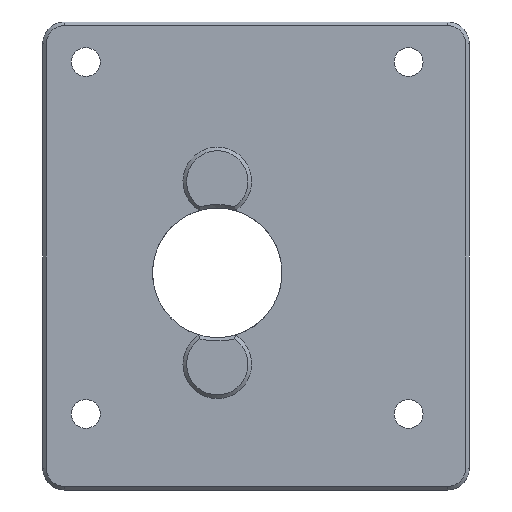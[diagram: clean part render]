
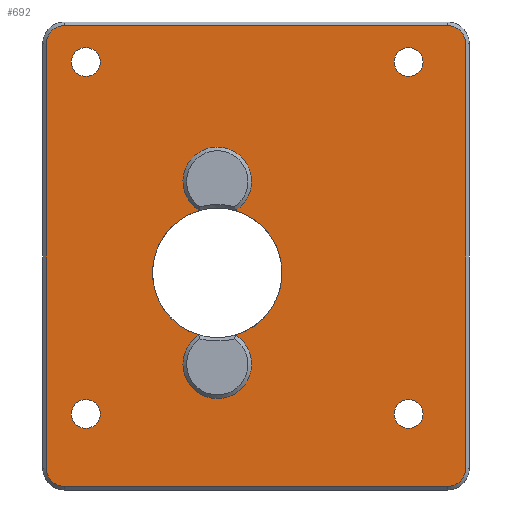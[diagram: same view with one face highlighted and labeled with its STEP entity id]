
A CAD part, front view. The second image highlights one B-rep face of the part: STEP entity #692.
In plain terms, the highlighted planar face has unit normal (0, -1, 0).
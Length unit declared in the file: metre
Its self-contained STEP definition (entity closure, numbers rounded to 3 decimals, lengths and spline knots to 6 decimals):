
#50=LINE('',#1086,#94);
#51=LINE('',#1090,#95);
#52=LINE('',#1094,#96);
#53=LINE('',#1098,#97);
#94=VECTOR('',#853,1.);
#95=VECTOR('',#856,1.);
#96=VECTOR('',#859,1.);
#97=VECTOR('',#862,1.);
#138=ORIENTED_EDGE('',*,*,#326,.F.);
#139=ORIENTED_EDGE('',*,*,#327,.F.);
#140=ORIENTED_EDGE('',*,*,#328,.F.);
#141=ORIENTED_EDGE('',*,*,#329,.F.);
#142=ORIENTED_EDGE('',*,*,#330,.F.);
#143=ORIENTED_EDGE('',*,*,#331,.F.);
#144=ORIENTED_EDGE('',*,*,#332,.F.);
#145=ORIENTED_EDGE('',*,*,#333,.F.);
#146=ORIENTED_EDGE('',*,*,#334,.F.);
#147=ORIENTED_EDGE('',*,*,#335,.F.);
#148=ORIENTED_EDGE('',*,*,#336,.F.);
#149=ORIENTED_EDGE('',*,*,#337,.F.);
#150=ORIENTED_EDGE('',*,*,#338,.F.);
#151=ORIENTED_EDGE('',*,*,#339,.F.);
#152=ORIENTED_EDGE('',*,*,#340,.F.);
#153=ORIENTED_EDGE('',*,*,#341,.F.);
#326=EDGE_CURVE('',#420,#421,#484,.T.);
#327=EDGE_CURVE('',#422,#420,#50,.T.);
#328=EDGE_CURVE('',#423,#422,#485,.T.);
#329=EDGE_CURVE('',#424,#423,#51,.T.);
#330=EDGE_CURVE('',#425,#424,#486,.T.);
#331=EDGE_CURVE('',#426,#425,#52,.T.);
#332=EDGE_CURVE('',#427,#426,#487,.T.);
#333=EDGE_CURVE('',#421,#427,#53,.T.);
#334=EDGE_CURVE('',#428,#429,#488,.F.);
#335=EDGE_CURVE('',#430,#428,#489,.F.);
#336=EDGE_CURVE('',#431,#430,#490,.F.);
#337=EDGE_CURVE('',#429,#431,#491,.F.);
#338=EDGE_CURVE('',#432,#432,#492,.F.);
#339=EDGE_CURVE('',#433,#433,#493,.F.);
#340=EDGE_CURVE('',#434,#434,#494,.F.);
#341=EDGE_CURVE('',#435,#435,#495,.F.);
#420=VERTEX_POINT('',#1084);
#421=VERTEX_POINT('',#1085);
#422=VERTEX_POINT('',#1087);
#423=VERTEX_POINT('',#1089);
#424=VERTEX_POINT('',#1091);
#425=VERTEX_POINT('',#1093);
#426=VERTEX_POINT('',#1095);
#427=VERTEX_POINT('',#1097);
#428=VERTEX_POINT('',#1100);
#429=VERTEX_POINT('',#1101);
#430=VERTEX_POINT('',#1103);
#431=VERTEX_POINT('',#1105);
#432=VERTEX_POINT('',#1108);
#433=VERTEX_POINT('',#1110);
#434=VERTEX_POINT('',#1112);
#435=VERTEX_POINT('',#1114);
#484=CIRCLE('',#754,0.0025);
#485=CIRCLE('',#755,0.0025);
#486=CIRCLE('',#756,0.0025);
#487=CIRCLE('',#757,0.0025);
#488=CIRCLE('',#758,0.009);
#489=CIRCLE('',#759,0.004763);
#490=CIRCLE('',#760,0.009);
#491=CIRCLE('',#761,0.004763);
#492=CIRCLE('',#762,0.002);
#493=CIRCLE('',#763,0.002);
#494=CIRCLE('',#764,0.002);
#495=CIRCLE('',#765,0.002);
#530=EDGE_LOOP('',(#138,#139,#140,#141,#142,#143,#144,#145));
#531=EDGE_LOOP('',(#146,#147,#148,#149));
#532=EDGE_LOOP('',(#150));
#533=EDGE_LOOP('',(#151));
#534=EDGE_LOOP('',(#152));
#535=EDGE_LOOP('',(#153));
#602=FACE_BOUND('',#530,.T.);
#603=FACE_BOUND('',#531,.T.);
#604=FACE_BOUND('',#532,.T.);
#605=FACE_BOUND('',#533,.T.);
#606=FACE_BOUND('',#534,.T.);
#607=FACE_BOUND('',#535,.T.);
#676=PLANE('',#753);
#692=ADVANCED_FACE('',(#602,#603,#604,#605,#606,#607),#676,.T.);
#753=AXIS2_PLACEMENT_3D('',#1082,#849,#850);
#754=AXIS2_PLACEMENT_3D('',#1083,#851,#852);
#755=AXIS2_PLACEMENT_3D('',#1088,#854,#855);
#756=AXIS2_PLACEMENT_3D('',#1092,#857,#858);
#757=AXIS2_PLACEMENT_3D('',#1096,#860,#861);
#758=AXIS2_PLACEMENT_3D('',#1099,#863,#864);
#759=AXIS2_PLACEMENT_3D('',#1102,#865,#866);
#760=AXIS2_PLACEMENT_3D('',#1104,#867,#868);
#761=AXIS2_PLACEMENT_3D('',#1106,#869,#870);
#762=AXIS2_PLACEMENT_3D('',#1107,#871,#872);
#763=AXIS2_PLACEMENT_3D('',#1109,#873,#874);
#764=AXIS2_PLACEMENT_3D('',#1111,#875,#876);
#765=AXIS2_PLACEMENT_3D('',#1113,#877,#878);
#849=DIRECTION('',(0.,-1.,0.));
#850=DIRECTION('',(0.,0.,1.));
#851=DIRECTION('',(0.,1.,0.));
#852=DIRECTION('',(0.,0.,1.));
#853=DIRECTION('',(1.,0.,0.));
#854=DIRECTION('',(0.,1.,0.));
#855=DIRECTION('',(0.,0.,1.));
#856=DIRECTION('',(0.,0.,1.));
#857=DIRECTION('',(0.,1.,0.));
#858=DIRECTION('',(0.,0.,1.));
#859=DIRECTION('',(-1.,0.,0.));
#860=DIRECTION('',(0.,1.,0.));
#861=DIRECTION('',(0.,0.,1.));
#862=DIRECTION('',(0.,0.,-1.));
#863=DIRECTION('',(0.,1.,0.));
#864=DIRECTION('',(0.,0.,1.));
#865=DIRECTION('',(0.,1.,0.));
#866=DIRECTION('',(0.,0.,1.));
#867=DIRECTION('',(0.,1.,0.));
#868=DIRECTION('',(0.,0.,1.));
#869=DIRECTION('',(0.,1.,0.));
#870=DIRECTION('',(0.,0.,1.));
#871=DIRECTION('',(0.,1.,0.));
#872=DIRECTION('',(0.,0.,1.));
#873=DIRECTION('',(0.,1.,0.));
#874=DIRECTION('',(0.,0.,1.));
#875=DIRECTION('',(0.,1.,0.));
#876=DIRECTION('',(0.,0.,1.));
#877=DIRECTION('',(0.,1.,0.));
#878=DIRECTION('',(0.,0.,1.));
#1082=CARTESIAN_POINT('',(-0.213672,0.17145,-0.0889));
#1083=CARTESIAN_POINT('',(-0.207495,0.17145,-0.0269));
#1084=CARTESIAN_POINT('',(-0.207495,0.17145,-0.0244));
#1085=CARTESIAN_POINT('',(-0.204995,0.17145,-0.0269));
#1086=CARTESIAN_POINT('',(-0.207495,0.17145,-0.0244));
#1087=CARTESIAN_POINT('',(-0.26074,0.17145,-0.0244));
#1088=CARTESIAN_POINT('',(-0.26074,0.17145,-0.0269));
#1089=CARTESIAN_POINT('',(-0.26324,0.17145,-0.0269));
#1090=CARTESIAN_POINT('',(-0.26324,0.17145,-0.0889));
#1091=CARTESIAN_POINT('',(-0.26324,0.17145,-0.0859));
#1092=CARTESIAN_POINT('',(-0.26074,0.17145,-0.0859));
#1093=CARTESIAN_POINT('',(-0.26074,0.17145,-0.0884));
#1094=CARTESIAN_POINT('',(-0.213672,0.17145,-0.0884));
#1095=CARTESIAN_POINT('',(-0.207495,0.17145,-0.0884));
#1096=CARTESIAN_POINT('',(-0.207495,0.17145,-0.0859));
#1097=CARTESIAN_POINT('',(-0.204995,0.17145,-0.0859));
#1098=CARTESIAN_POINT('',(-0.204995,0.17145,-0.0859));
#1099=CARTESIAN_POINT('',(-0.239495,0.17145,-0.058738));
#1100=CARTESIAN_POINT('',(-0.236995,0.17145,-0.067384));
#1101=CARTESIAN_POINT('',(-0.236995,0.17145,-0.050091));
#1102=CARTESIAN_POINT('',(-0.239495,0.17145,-0.071438));
#1103=CARTESIAN_POINT('',(-0.241994,0.17145,-0.067384));
#1104=CARTESIAN_POINT('',(-0.239495,0.17145,-0.058738));
#1105=CARTESIAN_POINT('',(-0.241994,0.17145,-0.050091));
#1106=CARTESIAN_POINT('',(-0.239495,0.17145,-0.046038));
#1107=CARTESIAN_POINT('',(-0.212919,0.17145,-0.029459));
#1108=CARTESIAN_POINT('',(-0.212919,0.17145,-0.027459));
#1109=CARTESIAN_POINT('',(-0.257753,0.17145,-0.078341));
#1110=CARTESIAN_POINT('',(-0.257753,0.17145,-0.076341));
#1111=CARTESIAN_POINT('',(-0.212919,0.17145,-0.078341));
#1112=CARTESIAN_POINT('',(-0.212919,0.17145,-0.076341));
#1113=CARTESIAN_POINT('',(-0.257753,0.17145,-0.029459));
#1114=CARTESIAN_POINT('',(-0.257753,0.17145,-0.027459));
